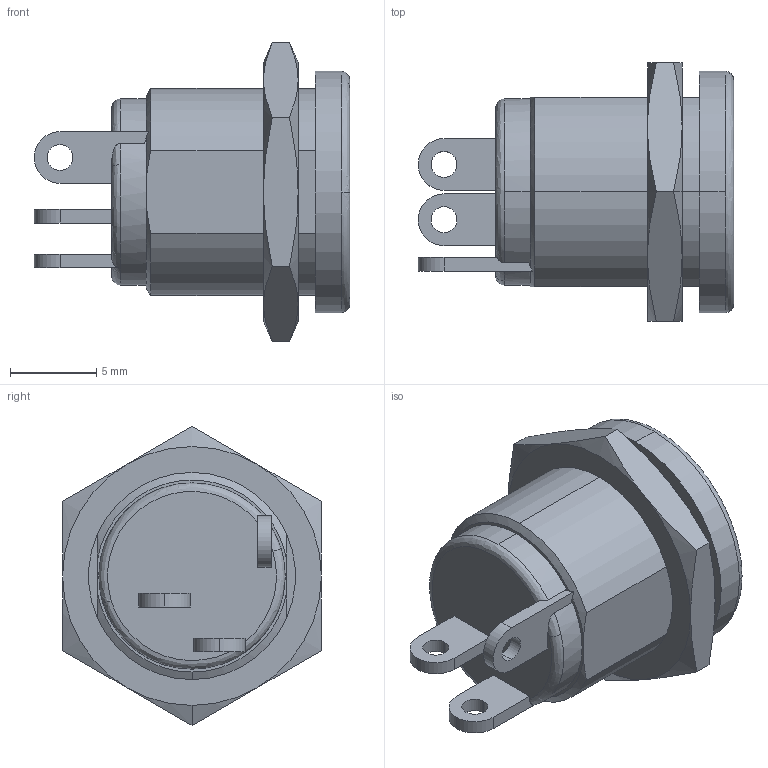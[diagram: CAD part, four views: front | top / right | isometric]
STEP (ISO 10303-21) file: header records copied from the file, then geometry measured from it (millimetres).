
FILE_DESCRIPTION (( 'STEP AP214' ), '1' );
FILE_NAME ('User Library-KLS1-DC-022B.STEP', '2020-05-28T17:42:31', ( '' ), ( '' ), 'SwSTEP 2.0', 'SolidWorks 2019', '' );
FILE_SCHEMA (( 'AUTOMOTIVE_DESIGN' ));
Length unit declared in the file: millimetre
Products named in the file (1): User Library-KLS1-DC-022B
Bounding box: 18.3 x 15 x 17.32 mm (x, y, z)
Volume: 1554.8 mm3; surface area: 1298.4 mm2
Topology: 1 solids, 1 shells, 81 faces, 211 edges, 132 vertices
Faces by surface type: cylinder 29, plane 28, cone 18, bspline 6
Entity records: 3175 total; most frequent: CARTESIAN_POINT 880, ORIENTED_EDGE 418, DIRECTION 408, EDGE_CURVE 209, AXIS2_PLACEMENT_3D 166, VERTEX_POINT 132, EDGE_LOOP 95, CIRCLE 90
